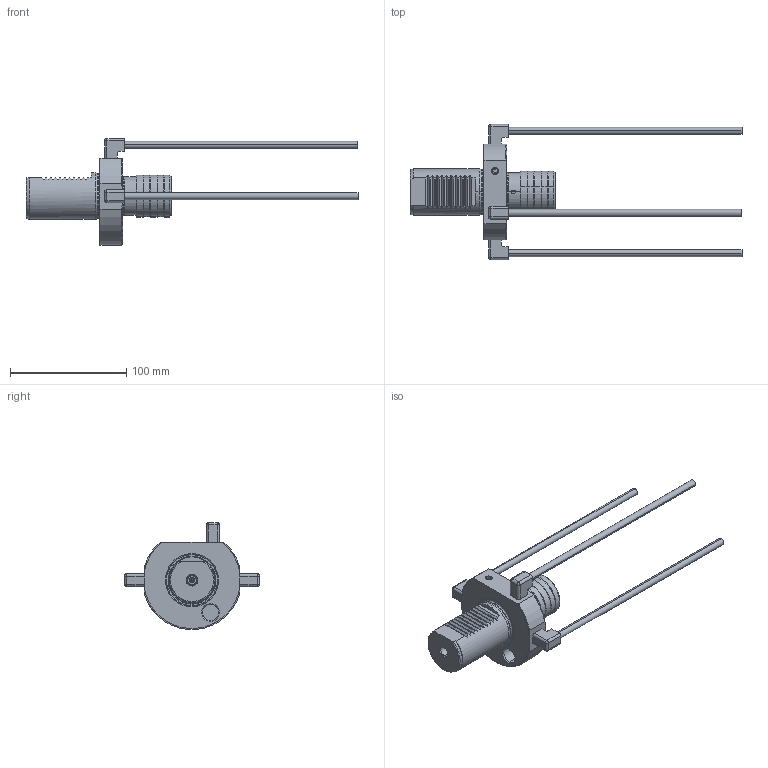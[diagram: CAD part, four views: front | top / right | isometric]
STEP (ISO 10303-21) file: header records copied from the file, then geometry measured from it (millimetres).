
FILE_DESCRIPTION (( 'STEP AP203' ), '1' );
FILE_NAME ('92GML-V40GR1.STEP', '2023-02-06T13:10:03', ( '' ), ( '' ), 'SwSTEP 2.0', 'SolidWorks 2018', '' );
FILE_SCHEMA (( 'CONFIG_CONTROL_DESIGN' ));
Length unit declared in the file: millimetre
Products named in the file (9): BALL ﾘ1.5; M4X4_DIN 913 - M4 x 4-N; COOLANT PIPE WITH CONNECTOR; M6X6_DIN 913 - M6 x 6-N; FT WFLK1 SLEEVE; FT WFLK1 HOUSING; VDI 40 FWFLK1; 92GML-V40GR1
Assembly tree (10 placements, depth 3):
  92GML-V40GR1
    VDI 40 FWFLK1
      VDI 40 FWFLK1
      FT WFLK1 HOUSING
      FT WFLK1 SLEEVE
      BALL ﾘ1.5
      M4X4_DIN 913 - M4 x 4-N
      COOLANT PIPE WITH CONNECTOR  x3
      M6X6_DIN 913 - M6 x 6-N
Bounding box: 285 x 116 x 91.84 mm (x, y, z)
Volume: 207875.7 mm3; surface area: 70520.9 mm2
Topology: 9 solids, 9 shells, 486 faces, 1228 edges, 740 vertices
Faces by surface type: cylinder 187, plane 118, cone 88, torus 61, sphere 32
Entity records: 15471 total; most frequent: CARTESIAN_POINT 4440, DIRECTION 2132, ORIENTED_EDGE 2110, EDGE_CURVE 1055, AXIS2_PLACEMENT_3D 867, VERTEX_POINT 647, EDGE_LOOP 474, FACE_OUTER_BOUND 432
